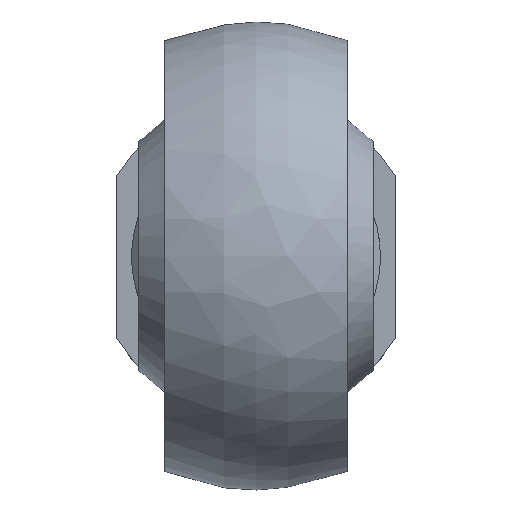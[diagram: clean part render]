
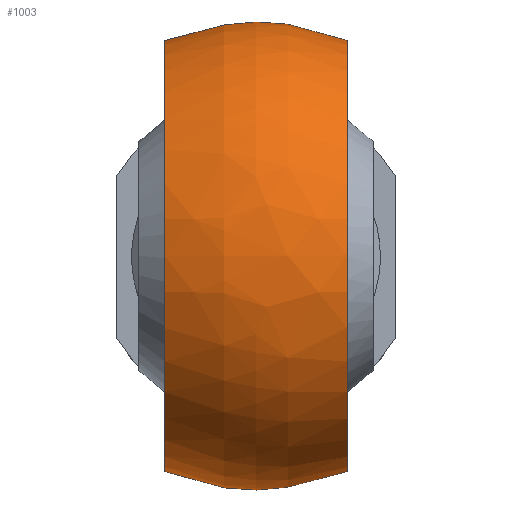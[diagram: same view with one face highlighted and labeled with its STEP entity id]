
A CAD part, top view. The second image highlights one B-rep face of the part: STEP entity #1003.
In plain terms, the highlighted free-form (B-spline) face has degree [3, 3] with [4, 7] control points.
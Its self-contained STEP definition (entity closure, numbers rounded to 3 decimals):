
#12 = CARTESIAN_POINT ( 'NONE',  ( -6.25, -11.693, 41.043 ) ) ;
#31 = AXIS2_PLACEMENT_3D ( 'NONE', #506, #111, #585 ) ;
#42 = CARTESIAN_POINT ( 'NONE',  ( -2.2, 12.785, 39.653 ) ) ;
#44 = CARTESIAN_POINT ( 'NONE',  ( -2.2, -15.95, 66.447 ) ) ;
#57 = DIRECTION ( 'NONE',  ( 0., 0., 1. ) ) ;
#77 = FACE_OUTER_BOUND ( 'NONE', #285, .T. ) ;
#84 = CARTESIAN_POINT ( 'NONE',  ( 6.25, -14.283, 64.729 ) ) ;
#111 = DIRECTION ( 'NONE',  ( 0., 0., -1. ) ) ;
#112 = VERTEX_POINT ( 'NONE', #1057 ) ;
#121 = CARTESIAN_POINT ( 'NONE',  ( -6.25, 20.435, 51.838 ) ) ;
#122 = DIRECTION ( 'NONE',  ( 0., 0., 1. ) ) ;
#125 = CARTESIAN_POINT ( 'NONE',  ( -6.25, 11.449, 40.735 ) ) ;
#133 = DIRECTION ( 'NONE',  ( 0., 0., -1. ) ) ;
#187 = CIRCLE ( 'NONE', #464, 13.258 ) ;
#191 = CARTESIAN_POINT ( 'NONE',  ( 6.25, 14.283, 64.729 ) ) ;
#218 = ORIENTED_EDGE ( 'NONE', *, *, #803, .F. ) ;
#242 = CIRCLE ( 'NONE', #396, 14.729 ) ;
#270 = CARTESIAN_POINT ( 'NONE',  ( 2.2, -22.819, 52.052 ) ) ;
#276 = ORIENTED_EDGE ( 'NONE', *, *, #843, .F. ) ;
#285 = EDGE_LOOP ( 'NONE', ( #276, #983, #218, #826 ) ) ;
#341 = CARTESIAN_POINT ( 'NONE',  ( 6.25, 0., 50. ) ) ;
#345 = CARTESIAN_POINT ( 'NONE',  ( 2.2, -15.95, 66.447 ) ) ;
#354 = CARTESIAN_POINT ( 'NONE',  ( -2.2, -22.819, 52.052 ) ) ;
#359 = CARTESIAN_POINT ( 'NONE',  ( 6.25, 20.435, 51.838 ) ) ;
#394 = VERTEX_POINT ( 'NONE', #572 ) ;
#396 = AXIS2_PLACEMENT_3D ( 'NONE', #341, #836, #122 ) ;
#407 = CARTESIAN_POINT ( 'NONE',  ( 6.25, 0., 64.729 ) ) ;
#429 = VERTEX_POINT ( 'NONE', #12 ) ;
#433 = CARTESIAN_POINT ( 'NONE',  ( 2.2, 0., 66.447 ) ) ;
#442 = CARTESIAN_POINT ( 'NONE',  ( -6.25, -14.283, 64.729 ) ) ;
#443 = CARTESIAN_POINT ( 'NONE',  ( 0., 0., 41.043 ) ) ;
#464 = AXIS2_PLACEMENT_3D ( 'NONE', #443, #133, #695 ) ;
#506 = CARTESIAN_POINT ( 'NONE',  ( 0., 0., 41.043 ) ) ;
#516 = CARTESIAN_POINT ( 'NONE',  ( 2.2, -12.785, 39.653 ) ) ;
#519 = CARTESIAN_POINT ( 'NONE',  ( -2.2, 15.95, 66.447 ) ) ;
#572 = CARTESIAN_POINT ( 'NONE',  ( 6.25, -11.693, 41.043 ) ) ;
#585 = DIRECTION ( 'NONE',  ( 1., 0., 0. ) ) ;
#621 =( BOUNDED_SURFACE ( )  B_SPLINE_SURFACE ( 3, 3, ( 
 ( #667, #755, #442, #934, #835, #121, #125 ),
 ( #675, #354, #44, #760, #519, #1014, #42 ),
 ( #516, #270, #345, #433, #1010, #779, #640 ),
 ( #804, #970, #84, #407, #191, #359, #1015 ) ),
 .UNSPECIFIED., .F., .F., .F. ) 
 B_SPLINE_SURFACE_WITH_KNOTS ( ( 4, 4 ),
 ( 4, 3, 4 ),
 ( 0., 1. ),
 ( 0., 0.5, 1. ),
 .UNSPECIFIED. ) 
 GEOMETRIC_REPRESENTATION_ITEM ( )  RATIONAL_B_SPLINE_SURFACE ( (
 ( 1., 0.62, 0.62, 1., 0.62, 0.62, 1.),
 ( 0.947, 0.588, 0.588, 0.947, 0.588, 0.588, 0.947),
 ( 0.947, 0.588, 0.588, 0.947, 0.588, 0.588, 0.947),
 ( 1., 0.62, 0.62, 1., 0.62, 0.62, 1.) ) ) 
 REPRESENTATION_ITEM ( '' )  SURFACE ( )  );
#640 = CARTESIAN_POINT ( 'NONE',  ( 2.2, 12.785, 39.653 ) ) ;
#663 = CIRCLE ( 'NONE', #893, 14.729 ) ;
#667 = CARTESIAN_POINT ( 'NONE',  ( -6.25, -11.449, 40.735 ) ) ;
#675 = CARTESIAN_POINT ( 'NONE',  ( -2.2, -12.785, 39.653 ) ) ;
#695 = DIRECTION ( 'NONE',  ( 1., 0., 0. ) ) ;
#742 = EDGE_CURVE ( 'NONE', #394, #112, #242, .T. ) ;
#755 = CARTESIAN_POINT ( 'NONE',  ( -6.25, -20.435, 51.838 ) ) ;
#760 = CARTESIAN_POINT ( 'NONE',  ( -2.2, 0., 66.447 ) ) ;
#761 = CARTESIAN_POINT ( 'NONE',  ( -6.25, 11.693, 41.043 ) ) ;
#779 = CARTESIAN_POINT ( 'NONE',  ( 2.2, 22.819, 52.052 ) ) ;
#781 = CIRCLE ( 'NONE', #31, 13.258 ) ;
#803 = EDGE_CURVE ( 'NONE', #911, #112, #781, .T. ) ;
#804 = CARTESIAN_POINT ( 'NONE',  ( 6.25, -11.449, 40.735 ) ) ;
#826 = ORIENTED_EDGE ( 'NONE', *, *, #871, .T. ) ;
#835 = CARTESIAN_POINT ( 'NONE',  ( -6.25, 14.283, 64.729 ) ) ;
#836 = DIRECTION ( 'NONE',  ( -1., 0., 0. ) ) ;
#843 = EDGE_CURVE ( 'NONE', #394, #429, #187, .T. ) ;
#856 = CARTESIAN_POINT ( 'NONE',  ( -6.25, 0., 50. ) ) ;
#864 = DIRECTION ( 'NONE',  ( 1., 0., 0. ) ) ;
#871 = EDGE_CURVE ( 'NONE', #911, #429, #663, .T. ) ;
#893 = AXIS2_PLACEMENT_3D ( 'NONE', #856, #864, #57 ) ;
#911 = VERTEX_POINT ( 'NONE', #761 ) ;
#934 = CARTESIAN_POINT ( 'NONE',  ( -6.25, 0., 64.729 ) ) ;
#970 = CARTESIAN_POINT ( 'NONE',  ( 6.25, -20.435, 51.838 ) ) ;
#983 = ORIENTED_EDGE ( 'NONE', *, *, #742, .T. ) ;
#1003 = ADVANCED_FACE ( 'NONE', ( #77 ), #621, .T. ) ;
#1010 = CARTESIAN_POINT ( 'NONE',  ( 2.2, 15.95, 66.447 ) ) ;
#1014 = CARTESIAN_POINT ( 'NONE',  ( -2.2, 22.819, 52.052 ) ) ;
#1015 = CARTESIAN_POINT ( 'NONE',  ( 6.25, 11.449, 40.735 ) ) ;
#1057 = CARTESIAN_POINT ( 'NONE',  ( 6.25, 11.693, 41.043 ) ) ;
